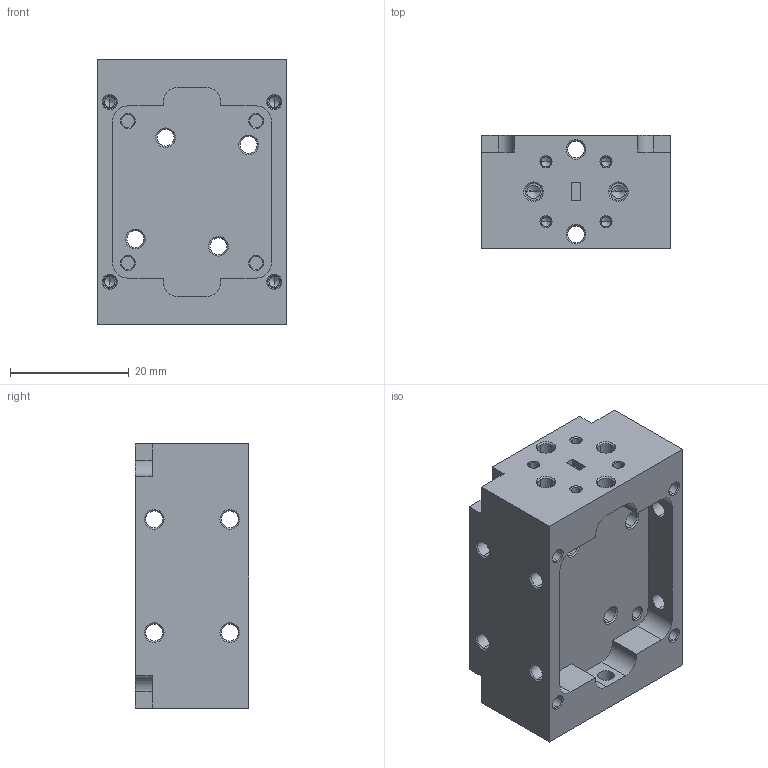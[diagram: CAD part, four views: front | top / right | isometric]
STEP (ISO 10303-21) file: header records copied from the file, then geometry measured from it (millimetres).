
FILE_DESCRIPTION(('STEP AP214'),'1');
FILE_NAME('Power Combiner Solid Model WR-12.step','2018-07-26T18:01:26',(' '),('ANSOFT Corporation'),'Spatial InterOp 3D',' ',' ');
FILE_SCHEMA(('automotive_design'));
Length unit declared in the file: millimetre
Products named in the file (1): BossExtrude1
Bounding box: 31.75 x 19.05 x 44.45 mm (x, y, z)
Volume: 16279.5 mm3; surface area: 9278.4 mm2
Topology: 1 solids, 4 shells, 476 faces, 1162 edges, 694 vertices
Faces by surface type: cone 200, cylinder 181, plane 95
Entity records: 17508 total; most frequent: DIRECTION 2608, CARTESIAN_POINT 2277, ORIENTED_EDGE 2212, EDGE_CURVE 1106, AXIS2_PLACEMENT_3D 1025, VERTEX_POINT 694, EDGE_LOOP 564, LINE 558
